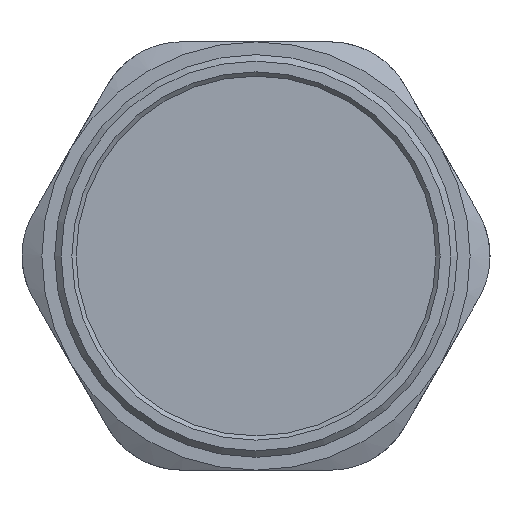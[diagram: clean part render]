
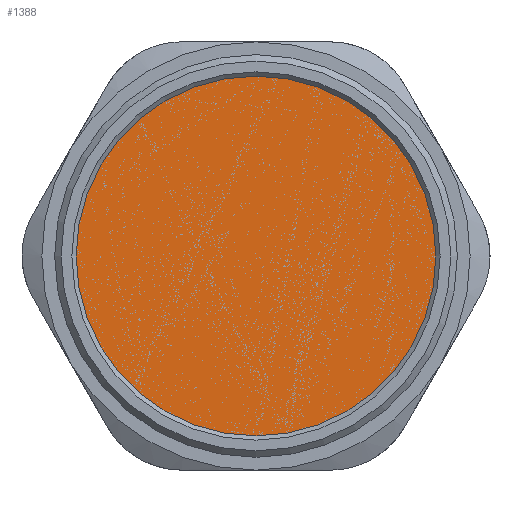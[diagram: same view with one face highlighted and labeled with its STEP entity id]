
A CAD part, front view. The second image highlights one B-rep face of the part: STEP entity #1388.
In plain terms, the highlighted planar face has unit normal (0, 1, 0).
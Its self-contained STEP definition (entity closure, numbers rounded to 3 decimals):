
#457=FACE_OUTER_BOUND('',#544,.T.);
#544=EDGE_LOOP('',(#1279));
#598=CIRCLE('',#1542,23.5);
#717=VERTEX_POINT('',#2660);
#905=EDGE_CURVE('',#717,#717,#598,.T.);
#1279=ORIENTED_EDGE('',*,*,#905,.T.);
#1308=PLANE('',#1541);
#1388=ADVANCED_FACE('',(#457),#1308,.T.);
#1541=AXIS2_PLACEMENT_3D('',#2659,#1876,#1877);
#1542=AXIS2_PLACEMENT_3D('',#2661,#1878,#1879);
#1876=DIRECTION('center_axis',(0.,1.,0.));
#1877=DIRECTION('ref_axis',(0.,0.,1.));
#1878=DIRECTION('center_axis',(0.,1.,0.));
#1879=DIRECTION('ref_axis',(-1.,0.,0.));
#2659=CARTESIAN_POINT('Origin',(0.177,-6.46,0.));
#2660=CARTESIAN_POINT('',(-23.323,-6.46,0.));
#2661=CARTESIAN_POINT('Origin',(0.177,-6.46,0.));
